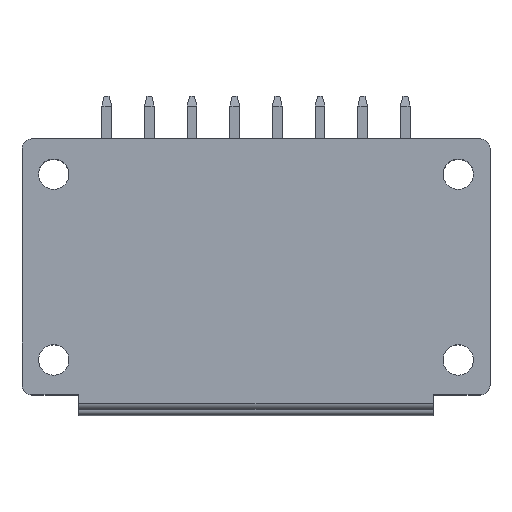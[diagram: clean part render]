
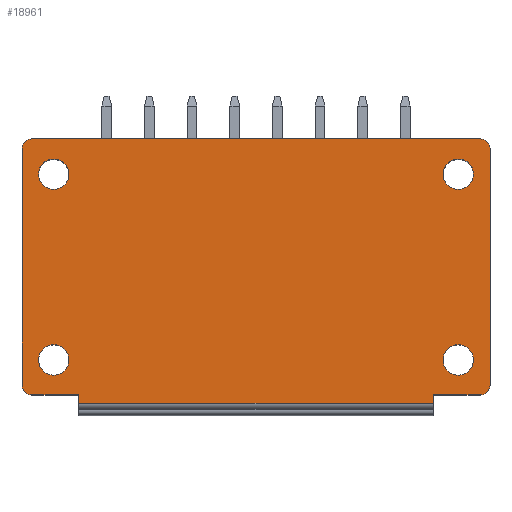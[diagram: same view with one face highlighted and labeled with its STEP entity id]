
A CAD part, top view. The second image highlights one B-rep face of the part: STEP entity #18961.
In plain terms, the highlighted planar face has unit normal (0, 0, 1).
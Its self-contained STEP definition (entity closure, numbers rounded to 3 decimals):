
#334=CARTESIAN_POINT('',(-31.3,-6.74,9.2));
#335=DIRECTION('',(0.,0.,-1.));
#336=DIRECTION('',(-1.,0.,0.));
#337=AXIS2_PLACEMENT_3D('',#334,#335,#336);
#339=CARTESIAN_POINT('',(-31.3,-6.74,9.2));
#340=DIRECTION('',(0.,0.,-1.));
#341=DIRECTION('',(1.,0.,0.));
#342=AXIS2_PLACEMENT_3D('',#339,#340,#341);
#344=CARTESIAN_POINT('',(-31.3,8.5,9.2));
#345=DIRECTION('',(0.,0.,-1.));
#346=DIRECTION('',(-1.,0.,0.));
#347=AXIS2_PLACEMENT_3D('',#344,#345,#346);
#349=CARTESIAN_POINT('',(-31.3,8.5,9.2));
#350=DIRECTION('',(0.,0.,-1.));
#351=DIRECTION('',(1.,0.,0.));
#352=AXIS2_PLACEMENT_3D('',#349,#350,#351);
#354=CARTESIAN_POINT('',(1.9,-6.74,9.2));
#355=DIRECTION('',(0.,0.,1.));
#356=DIRECTION('',(1.,0.,0.));
#357=AXIS2_PLACEMENT_3D('',#354,#355,#356);
#359=CARTESIAN_POINT('',(1.9,-6.74,9.2));
#360=DIRECTION('',(0.,0.,1.));
#361=DIRECTION('',(-1.,0.,0.));
#362=AXIS2_PLACEMENT_3D('',#359,#360,#361);
#364=CARTESIAN_POINT('',(1.9,8.5,9.2));
#365=DIRECTION('',(0.,0.,1.));
#366=DIRECTION('',(1.,0.,0.));
#367=AXIS2_PLACEMENT_3D('',#364,#365,#366);
#369=CARTESIAN_POINT('',(1.9,8.5,9.2));
#370=DIRECTION('',(0.,0.,1.));
#371=DIRECTION('',(-1.,0.,0.));
#372=AXIS2_PLACEMENT_3D('',#369,#370,#371);
#374=DIRECTION('',(0.,-1.,0.));
#375=VECTOR('',#374,0.7);
#376=CARTESIAN_POINT('',(-29.25,-9.6,9.2));
#377=LINE('',#376,#375);
#378=DIRECTION('',(1.,0.,0.));
#379=VECTOR('',#378,3.85);
#380=CARTESIAN_POINT('',(-33.1,-9.6,9.2));
#381=LINE('',#380,#379);
#382=CARTESIAN_POINT('',(-33.1,-8.8,9.2));
#383=DIRECTION('',(0.,0.,1.));
#384=DIRECTION('',(-1.,0.,0.));
#385=AXIS2_PLACEMENT_3D('',#382,#383,#384);
#387=CARTESIAN_POINT('',(-33.1,10.6,9.2));
#388=DIRECTION('',(0.,0.,1.));
#389=DIRECTION('',(0.,1.,0.));
#390=AXIS2_PLACEMENT_3D('',#387,#388,#389);
#392=CARTESIAN_POINT('',(3.7,10.6,9.2));
#393=DIRECTION('',(0.,0.,-1.));
#394=DIRECTION('',(0.,1.,0.));
#395=AXIS2_PLACEMENT_3D('',#392,#393,#394);
#397=CARTESIAN_POINT('',(3.7,-8.8,9.2));
#398=DIRECTION('',(0.,0.,-1.));
#399=DIRECTION('',(1.,0.,0.));
#400=AXIS2_PLACEMENT_3D('',#397,#398,#399);
#402=DIRECTION('',(-1.,0.,0.));
#403=VECTOR('',#402,3.85);
#404=CARTESIAN_POINT('',(3.7,-9.6,9.2));
#405=LINE('',#404,#403);
#406=DIRECTION('',(0.,-1.,0.));
#407=VECTOR('',#406,0.7);
#408=CARTESIAN_POINT('',(-0.15,-9.6,9.2));
#409=LINE('',#408,#407);
#6716=DIRECTION('',(0.,-1.,0.));
#6717=VECTOR('',#6716,19.4);
#6718=CARTESIAN_POINT('',(-33.9,10.6,9.2));
#6719=LINE('',#6718,#6717);
#6980=DIRECTION('',(-1.,0.,0.));
#6981=VECTOR('',#6980,36.8);
#6982=CARTESIAN_POINT('',(3.7,11.4,9.2));
#6983=LINE('',#6982,#6981);
#8016=DIRECTION('',(0.,1.,0.));
#8017=VECTOR('',#8016,19.4);
#8018=CARTESIAN_POINT('',(4.5,-8.8,9.2));
#8019=LINE('',#8018,#8017);
#8091=DIRECTION('',(-1.,0.,0.));
#8092=VECTOR('',#8091,29.1);
#8093=CARTESIAN_POINT('',(-0.15,-10.3,9.2));
#8094=LINE('',#8093,#8092);
#18076=CARTESIAN_POINT('',(-0.15,-10.3,9.2));
#18078=VERTEX_POINT('',#18076);
#18086=CARTESIAN_POINT('',(-29.25,-10.3,9.2));
#18088=VERTEX_POINT('',#18086);
#18488=CARTESIAN_POINT('',(3.15,8.5,9.2));
#18489=CARTESIAN_POINT('',(0.65,8.5,9.2));
#18490=VERTEX_POINT('',#18488);
#18491=VERTEX_POINT('',#18489);
#18492=CARTESIAN_POINT('',(3.15,-6.74,9.2));
#18493=CARTESIAN_POINT('',(0.65,-6.74,9.2));
#18494=VERTEX_POINT('',#18492);
#18495=VERTEX_POINT('',#18493);
#18496=CARTESIAN_POINT('',(3.7,11.4,9.2));
#18497=CARTESIAN_POINT('',(4.5,10.6,9.2));
#18498=VERTEX_POINT('',#18496);
#18499=VERTEX_POINT('',#18497);
#18500=CARTESIAN_POINT('',(4.5,-8.8,9.2));
#18501=CARTESIAN_POINT('',(3.7,-9.6,9.2));
#18502=VERTEX_POINT('',#18500);
#18503=VERTEX_POINT('',#18501);
#18504=CARTESIAN_POINT('',(-0.15,-9.6,9.2));
#18505=VERTEX_POINT('',#18504);
#18538=CARTESIAN_POINT('',(-32.55,8.5,9.2));
#18539=CARTESIAN_POINT('',(-30.05,8.5,9.2));
#18540=VERTEX_POINT('',#18538);
#18541=VERTEX_POINT('',#18539);
#18542=CARTESIAN_POINT('',(-32.55,-6.74,9.2));
#18543=CARTESIAN_POINT('',(-30.05,-6.74,9.2));
#18544=VERTEX_POINT('',#18542);
#18545=VERTEX_POINT('',#18543);
#18546=CARTESIAN_POINT('',(-33.1,11.4,9.2));
#18547=CARTESIAN_POINT('',(-33.9,10.6,9.2));
#18548=VERTEX_POINT('',#18546);
#18549=VERTEX_POINT('',#18547);
#18550=CARTESIAN_POINT('',(-33.9,-8.8,9.2));
#18551=CARTESIAN_POINT('',(-33.1,-9.6,9.2));
#18552=VERTEX_POINT('',#18550);
#18553=VERTEX_POINT('',#18551);
#18554=CARTESIAN_POINT('',(-29.25,-9.6,9.2));
#18555=VERTEX_POINT('',#18554);
#18908=CARTESIAN_POINT('',(0.,11.4,9.2));
#18909=DIRECTION('',(0.,0.,1.));
#18910=DIRECTION('',(0.,-1.,0.));
#18911=AXIS2_PLACEMENT_3D('',#18908,#18909,#18910);
#18912=PLANE('',#18911);
#18914=ORIENTED_EDGE('',*,*,#18913,.F.);
#18916=ORIENTED_EDGE('',*,*,#18915,.F.);
#18918=ORIENTED_EDGE('',*,*,#18917,.F.);
#18920=ORIENTED_EDGE('',*,*,#18919,.F.);
#18922=ORIENTED_EDGE('',*,*,#18921,.F.);
#18924=ORIENTED_EDGE('',*,*,#18923,.F.);
#18926=ORIENTED_EDGE('',*,*,#18925,.T.);
#18928=ORIENTED_EDGE('',*,*,#18927,.F.);
#18930=ORIENTED_EDGE('',*,*,#18929,.T.);
#18932=ORIENTED_EDGE('',*,*,#18931,.T.);
#18934=ORIENTED_EDGE('',*,*,#18933,.T.);
#18936=ORIENTED_EDGE('',*,*,#18935,.T.);
#18937=EDGE_LOOP('',(#18914,#18916,#18918,#18920,#18922,#18924,#18926,#18928,
#18930,#18932,#18934,#18936));
#18938=FACE_OUTER_BOUND('',#18937,.F.);
#18939=ORIENTED_EDGE('',*,*,#18888,.F.);
#18940=ORIENTED_EDGE('',*,*,#18902,.F.);
#18941=EDGE_LOOP('',(#18939,#18940));
#18942=FACE_BOUND('',#18941,.F.);
#18944=ORIENTED_EDGE('',*,*,#18943,.T.);
#18946=ORIENTED_EDGE('',*,*,#18945,.T.);
#18947=EDGE_LOOP('',(#18944,#18946));
#18948=FACE_BOUND('',#18947,.F.);
#18950=ORIENTED_EDGE('',*,*,#18949,.T.);
#18952=ORIENTED_EDGE('',*,*,#18951,.T.);
#18953=EDGE_LOOP('',(#18950,#18952));
#18954=FACE_BOUND('',#18953,.F.);
#18956=ORIENTED_EDGE('',*,*,#18955,.F.);
#18958=ORIENTED_EDGE('',*,*,#18957,.F.);
#18959=EDGE_LOOP('',(#18956,#18958));
#18960=FACE_BOUND('',#18959,.F.);
#18961=ADVANCED_FACE('',(#18938,#18942,#18948,#18954,#18960),#18912,.T.);
#338=CIRCLE('',#337,1.25);
#343=CIRCLE('',#342,1.25);
#348=CIRCLE('',#347,1.25);
#353=CIRCLE('',#352,1.25);
#358=CIRCLE('',#357,1.25);
#363=CIRCLE('',#362,1.25);
#368=CIRCLE('',#367,1.25);
#373=CIRCLE('',#372,1.25);
#386=CIRCLE('',#385,0.8);
#391=CIRCLE('',#390,0.8);
#396=CIRCLE('',#395,0.8);
#401=CIRCLE('',#400,0.8);
#18888=EDGE_CURVE('',#18540,#18541,#348,.T.);
#18902=EDGE_CURVE('',#18541,#18540,#353,.T.);
#18913=EDGE_CURVE('',#18555,#18088,#377,.T.);
#18915=EDGE_CURVE('',#18553,#18555,#381,.T.);
#18917=EDGE_CURVE('',#18552,#18553,#386,.T.);
#18919=EDGE_CURVE('',#18549,#18552,#6719,.T.);
#18921=EDGE_CURVE('',#18548,#18549,#391,.T.);
#18923=EDGE_CURVE('',#18498,#18548,#6983,.T.);
#18925=EDGE_CURVE('',#18498,#18499,#396,.T.);
#18927=EDGE_CURVE('',#18502,#18499,#8019,.T.);
#18929=EDGE_CURVE('',#18502,#18503,#401,.T.);
#18931=EDGE_CURVE('',#18503,#18505,#405,.T.);
#18933=EDGE_CURVE('',#18505,#18078,#409,.T.);
#18935=EDGE_CURVE('',#18078,#18088,#8094,.T.);
#18943=EDGE_CURVE('',#18494,#18495,#358,.T.);
#18945=EDGE_CURVE('',#18495,#18494,#363,.T.);
#18949=EDGE_CURVE('',#18490,#18491,#368,.T.);
#18951=EDGE_CURVE('',#18491,#18490,#373,.T.);
#18955=EDGE_CURVE('',#18544,#18545,#338,.T.);
#18957=EDGE_CURVE('',#18545,#18544,#343,.T.);
